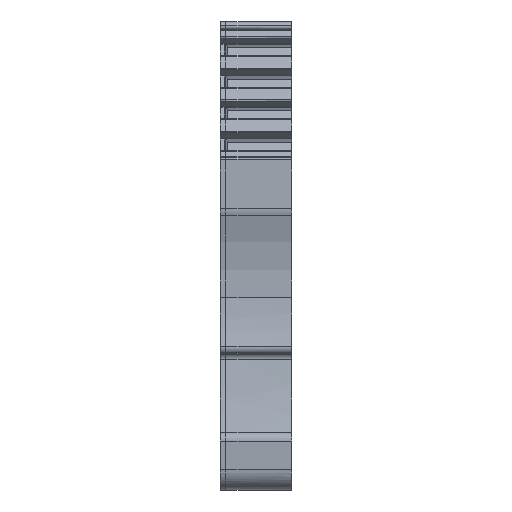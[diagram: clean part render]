
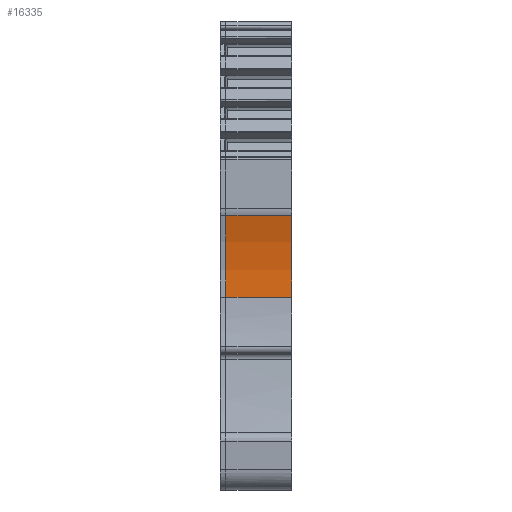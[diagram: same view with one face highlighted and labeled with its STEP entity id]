
A CAD part, front view. The second image highlights one B-rep face of the part: STEP entity #16335.
In plain terms, the highlighted cylindrical face has radius 20 mm (diameter 40 mm), a partial arc.
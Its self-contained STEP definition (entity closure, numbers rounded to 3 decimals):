
#10247=AXIS2_PLACEMENT_3D('Circle Axis2P3D',#10245,#10246,$) ;
#16313=AXIS2_PLACEMENT_3D('Cylinder Axis2P3D',#16310,#16311,#16312) ;
#10242=CARTESIAN_POINT('Vertex',(6.457,0.099,25.058)) ;
#10245=CARTESIAN_POINT('Axis2P3D Location',(6.457,-18.911,18.843)) ;
#10249=CARTESIAN_POINT('Vertex',(6.457,1.048,17.569)) ;
#16290=CARTESIAN_POINT('Line Origine',(3.207,0.099,25.058)) ;
#16294=CARTESIAN_POINT('Vertex',(0.457,0.099,25.058)) ;
#16310=CARTESIAN_POINT('Axis2P3D Location',(3.207,-18.911,18.843)) ;
#16316=CARTESIAN_POINT('Control Point',(0.457,0.099,25.058)) ;
#16317=CARTESIAN_POINT('Control Point',(0.457,0.689,23.253)) ;
#16318=CARTESIAN_POINT('Control Point',(0.457,1.05,21.374)) ;
#16319=CARTESIAN_POINT('Control Point',(0.457,1.169,19.464)) ;
#16320=CARTESIAN_POINT('Control Point',(0.457,1.048,17.569)) ;
#16321=CARTESIAN_POINT('Vertex',(0.457,1.048,17.569)) ;
#16324=CARTESIAN_POINT('Line Origine',(3.207,1.048,17.569)) ;
#10246=DIRECTION('Axis2P3D Direction',(-1.,0.,0.)) ;
#16291=DIRECTION('Vector Direction',(-1.,0.,0.)) ;
#16311=DIRECTION('Axis2P3D Direction',(-1.,0.,0.)) ;
#16312=DIRECTION('Axis2P3D XDirection',(0.,0.951,0.311)) ;
#16325=DIRECTION('Vector Direction',(-1.,0.,0.)) ;
#16292=VECTOR('Line Direction',#16291,1.) ;
#16326=VECTOR('Line Direction',#16325,1.) ;
#16330=ORIENTED_EDGE('',*,*,#16323,.T.) ;
#16331=ORIENTED_EDGE('',*,*,#16328,.T.) ;
#16332=ORIENTED_EDGE('',*,*,#10251,.T.) ;
#16333=ORIENTED_EDGE('',*,*,#16296,.T.) ;
#16335=ADVANCED_FACE('36509_KLTR_ZTPE4-4AN-2.1\\Hauptk\X2\00F6\X0\rper',(#16334),#16314,.F.) ;
#16315=B_SPLINE_CURVE_WITH_KNOTS('',4,(#16316,#16317,#16318,#16319,#16320),.UNSPECIFIED.,.F.,.U.,(5,5),(0.,10.739),.UNSPECIFIED.) ;
#10248=CIRCLE('generated circle',#10247,20.) ;
#16314=CYLINDRICAL_SURFACE('generated cylinder',#16313,20.) ;
#10251=EDGE_CURVE('',#10250,#10243,#10248,.F.) ;
#16296=EDGE_CURVE('',#10243,#16295,#16293,.T.) ;
#16323=EDGE_CURVE('',#16295,#16322,#16315,.T.) ;
#16328=EDGE_CURVE('',#16322,#10250,#16327,.F.) ;
#16329=EDGE_LOOP('',(#16330,#16331,#16332,#16333)) ;
#16334=FACE_OUTER_BOUND('',#16329,.T.) ;
#16293=LINE('Line',#16290,#16292) ;
#16327=LINE('Line',#16324,#16326) ;
#10243=VERTEX_POINT('',#10242) ;
#10250=VERTEX_POINT('',#10249) ;
#16295=VERTEX_POINT('',#16294) ;
#16322=VERTEX_POINT('',#16321) ;
